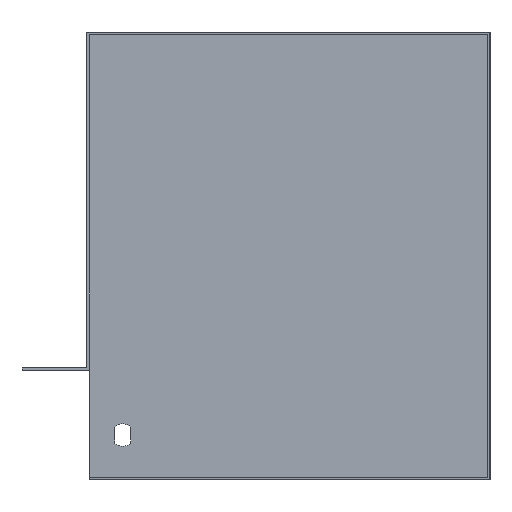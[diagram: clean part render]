
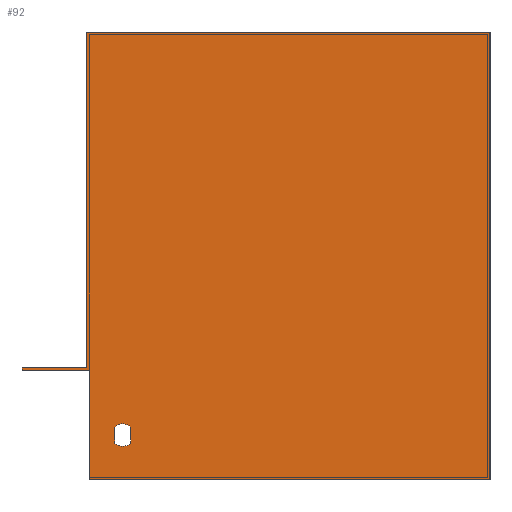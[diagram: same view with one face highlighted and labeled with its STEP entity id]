
A CAD part, left-side view. The second image highlights one B-rep face of the part: STEP entity #92.
In plain terms, the highlighted planar face has unit normal (-1, 0, 0).
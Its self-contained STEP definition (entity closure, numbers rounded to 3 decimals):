
#73 = EDGE_CURVE ( 'NONE', #321, #343, #1064, .T. ) ;
#92 = ADVANCED_FACE ( 'NONE', ( #1096, #1099 ), #957, .F. ) ;
#112 = DIRECTION ( 'NONE',  ( 0., 0., -1. ) ) ;
#113 = CARTESIAN_POINT ( 'NONE',  ( 0., 180., 1. ) ) ;
#114 = DIRECTION ( 'NONE',  ( 0., 0., -1. ) ) ;
#115 = CARTESIAN_POINT ( 'NONE',  ( 0., 0., 1. ) ) ;
#116 = DIRECTION ( 'NONE',  ( 0., -1., 0. ) ) ;
#117 = CARTESIAN_POINT ( 'NONE',  ( 0., 160.5, -175.429 ) ) ;
#118 = DIRECTION ( 'NONE',  ( 0., 0., 1. ) ) ;
#119 = CARTESIAN_POINT ( 'NONE',  ( 0., 209., -150. ) ) ;
#120 = DIRECTION ( 'NONE',  ( 0., 1., 0. ) ) ;
#121 = CARTESIAN_POINT ( 'NONE',  ( 0., 179., -149. ) ) ;
#122 = DIRECTION ( 'NONE',  ( 0., -1., 0. ) ) ;
#123 = CARTESIAN_POINT ( 'NONE',  ( 0., 179., -199. ) ) ;
#124 = CARTESIAN_POINT ( 'NONE',  ( 0., 179., 1. ) ) ;
#125 = DIRECTION ( 'NONE',  ( 0., 0., 1. ) ) ;
#134 = EDGE_CURVE ( 'NONE', #368, #309, #1311, .T. ) ;
#211 = CARTESIAN_POINT ( 'NONE',  ( 0., 167.5, -175.429 ) ) ;
#212 = DIRECTION ( 'NONE',  ( 0., 0., 1. ) ) ;
#243 = ORIENTED_EDGE ( 'NONE', *, *, #751, .T. ) ;
#245 = ORIENTED_EDGE ( 'NONE', *, *, #750, .F. ) ;
#250 = ORIENTED_EDGE ( 'NONE', *, *, #745, .T. ) ;
#251 = ORIENTED_EDGE ( 'NONE', *, *, #746, .F. ) ;
#252 = ORIENTED_EDGE ( 'NONE', *, *, #744, .F. ) ;
#253 = ORIENTED_EDGE ( 'NONE', *, *, #134, .T. ) ;
#309 = VERTEX_POINT ( 'NONE', #1272 ) ;
#316 = VERTEX_POINT ( 'NONE', #1258 ) ;
#319 = VERTEX_POINT ( 'NONE', #1254 ) ;
#321 = VERTEX_POINT ( 'NONE', #1252 ) ;
#325 = VERTEX_POINT ( 'NONE', #1247 ) ;
#327 = VERTEX_POINT ( 'NONE', #1244 ) ;
#343 = VERTEX_POINT ( 'NONE', #1225 ) ;
#345 = VERTEX_POINT ( 'NONE', #1222 ) ;
#350 = VERTEX_POINT ( 'NONE', #1216 ) ;
#354 = VERTEX_POINT ( 'NONE', #1211 ) ;
#368 = VERTEX_POINT ( 'NONE', #1306 ) ;
#370 = VERTEX_POINT ( 'NONE', #1304 ) ;
#396 = DIRECTION ( 'NONE',  ( 0., 0., -1. ) ) ;
#397 = CARTESIAN_POINT ( 'NONE',  ( 0., 164., -179. ) ) ;
#398 = DIRECTION ( 'NONE',  ( 1., 0., 0. ) ) ;
#428 = EDGE_LOOP ( 'NONE', ( #252, #253, #250, #251, #542, #586, #607, #245 ) ) ;
#429 = EDGE_LOOP ( 'NONE', ( #243, #608, #614, #612 ) ) ;
#542 = ORIENTED_EDGE ( 'NONE', *, *, #748, .F. ) ;
#586 = ORIENTED_EDGE ( 'NONE', *, *, #747, .F. ) ;
#607 = ORIENTED_EDGE ( 'NONE', *, *, #749, .T. ) ;
#608 = ORIENTED_EDGE ( 'NONE', *, *, #752, .T. ) ;
#612 = ORIENTED_EDGE ( 'NONE', *, *, #73, .T. ) ;
#614 = ORIENTED_EDGE ( 'NONE', *, *, #1138, .T. ) ;
#687 = DIRECTION ( 'NONE',  ( 0., 0., -1. ) ) ;
#689 = DIRECTION ( 'NONE',  ( 1., 0., 0. ) ) ;
#691 = CARTESIAN_POINT ( 'NONE',  ( 0., 164., -179. ) ) ;
#744 = EDGE_CURVE ( 'NONE', #368, #354, #1374, .T. ) ;
#745 = EDGE_CURVE ( 'NONE', #309, #316, #1376, .T. ) ;
#746 = EDGE_CURVE ( 'NONE', #325, #316, #1378, .T. ) ;
#747 = EDGE_CURVE ( 'NONE', #327, #350, #1380, .T. ) ;
#748 = EDGE_CURVE ( 'NONE', #350, #325, #1382, .T. ) ;
#749 = EDGE_CURVE ( 'NONE', #327, #319, #1384, .T. ) ;
#750 = EDGE_CURVE ( 'NONE', #354, #319, #1386, .T. ) ;
#751 = EDGE_CURVE ( 'NONE', #343, #370, #1388, .T. ) ;
#752 = EDGE_CURVE ( 'NONE', #370, #345, #1390, .T. ) ;
#819 = DIRECTION ( 'NONE',  ( 0., 0., -1. ) ) ;
#821 = CARTESIAN_POINT ( 'NONE',  ( 0., 179., 1. ) ) ;
#854 = AXIS2_PLACEMENT_3D ( 'NONE', #397, #398, #396 ) ;
#862 = CARTESIAN_POINT ( 'NONE',  ( 0., 179., -150. ) ) ;
#863 = DIRECTION ( 'NONE',  ( 0., 1., 0. ) ) ;
#900 = AXIS2_PLACEMENT_3D ( 'NONE', #691, #689, #687 ) ;
#903 = AXIS2_PLACEMENT_3D ( 'NONE', #956, #950, #949 ) ;
#949 = DIRECTION ( 'NONE',  ( 0., 1., 0. ) ) ;
#950 = DIRECTION ( 'NONE',  ( 1., 0., 0. ) ) ;
#956 = CARTESIAN_POINT ( 'NONE',  ( 0., 179., 1. ) ) ;
#957 = PLANE ( 'NONE',  #903 ) ;
#1064 = CIRCLE ( 'NONE', #900, 5. ) ;
#1096 = FACE_OUTER_BOUND ( 'NONE', #428, .T. ) ;
#1099 = FACE_BOUND ( 'NONE', #429, .T. ) ;
#1138 = EDGE_CURVE ( 'NONE', #345, #321, #1433, .T. ) ;
#1211 = CARTESIAN_POINT ( 'NONE',  ( 0., 209., -150. ) ) ;
#1216 = CARTESIAN_POINT ( 'NONE',  ( 0., 180., 1. ) ) ;
#1222 = CARTESIAN_POINT ( 'NONE',  ( 0., 167.5, -182.571 ) ) ;
#1225 = CARTESIAN_POINT ( 'NONE',  ( 0., 160.5, -175.429 ) ) ;
#1244 = CARTESIAN_POINT ( 'NONE',  ( 0., 180., -149. ) ) ;
#1247 = CARTESIAN_POINT ( 'NONE',  ( 0., 0., 1. ) ) ;
#1252 = CARTESIAN_POINT ( 'NONE',  ( 0., 167.5, -175.429 ) ) ;
#1254 = CARTESIAN_POINT ( 'NONE',  ( 0., 209., -149. ) ) ;
#1258 = CARTESIAN_POINT ( 'NONE',  ( 0., 0., -199. ) ) ;
#1272 = CARTESIAN_POINT ( 'NONE',  ( 0., 179., -199. ) ) ;
#1304 = CARTESIAN_POINT ( 'NONE',  ( 0., 160.5, -182.571 ) ) ;
#1306 = CARTESIAN_POINT ( 'NONE',  ( 0., 179., -150. ) ) ;
#1311 = LINE ( 'NONE', #821, #1312 ) ;
#1312 = VECTOR ( 'NONE', #819, 1000. ) ;
#1374 = LINE ( 'NONE', #862, #1377 ) ;
#1376 = LINE ( 'NONE', #123, #1379 ) ;
#1377 = VECTOR ( 'NONE', #863, 1000. ) ;
#1378 = LINE ( 'NONE', #115, #1381 ) ;
#1379 = VECTOR ( 'NONE', #116, 1000. ) ;
#1380 = LINE ( 'NONE', #113, #1383 ) ;
#1381 = VECTOR ( 'NONE', #114, 1000. ) ;
#1382 = LINE ( 'NONE', #124, #1385 ) ;
#1383 = VECTOR ( 'NONE', #125, 1000. ) ;
#1384 = LINE ( 'NONE', #121, #1387 ) ;
#1385 = VECTOR ( 'NONE', #122, 1000. ) ;
#1386 = LINE ( 'NONE', #119, #1389 ) ;
#1387 = VECTOR ( 'NONE', #120, 1000. ) ;
#1388 = LINE ( 'NONE', #117, #1391 ) ;
#1389 = VECTOR ( 'NONE', #118, 1000. ) ;
#1390 = CIRCLE ( 'NONE', #854, 5. ) ;
#1391 = VECTOR ( 'NONE', #112, 1000. ) ;
#1432 = VECTOR ( 'NONE', #212, 1000. ) ;
#1433 = LINE ( 'NONE', #211, #1432 ) ;
